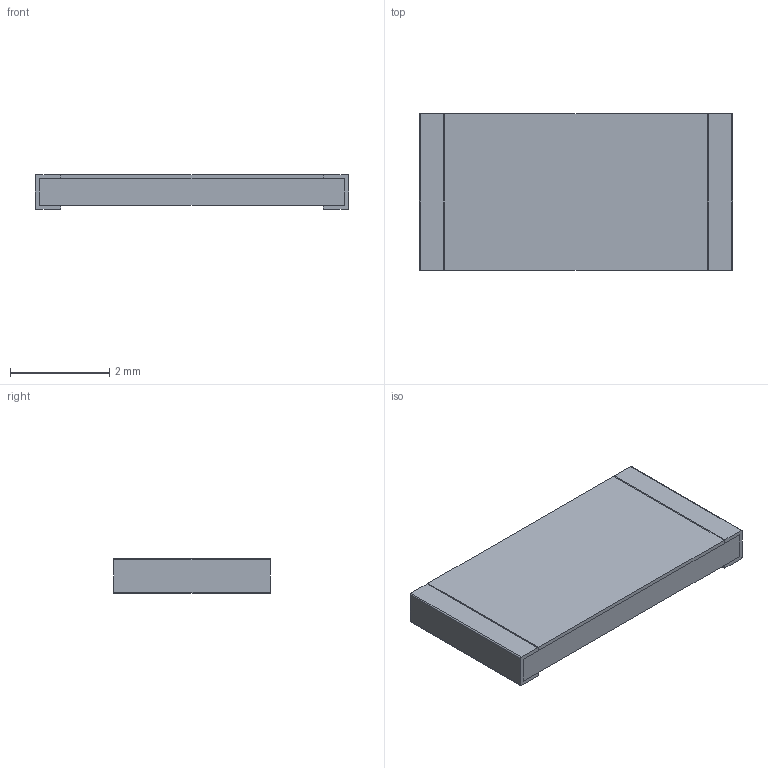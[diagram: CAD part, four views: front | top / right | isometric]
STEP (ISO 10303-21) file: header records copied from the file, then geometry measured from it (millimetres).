
FILE_DESCRIPTION(('FreeCAD Model'),'2;1');
FILE_NAME('r_2512_h070.step','2017-01-10T01:17:37',( 'Author'),(''),'Open CASCADE STEP processor 6.8','FreeCAD','Unknown' );
FILE_SCHEMA(('AUTOMOTIVE_DESIGN_CC2 { 1 2 10303 214 -1 1 5 4 }'));
Length unit declared in the file: millimetre
Products named in the file (2): ASSEMBLY; r_2512_h070
Assembly tree (1 placements, depth 2):
  ASSEMBLY
    r_2512_h070
Bounding box: 6.3 x 3.15 x 0.7 mm (x, y, z)
Volume: 12.6 mm3; surface area: 52.6 mm2
Topology: 1 solids, 1 shells, 28 faces, 78 edges, 52 vertices
Faces by surface type: plane 20, cylinder 8
Entity records: 2162 total; most frequent: CARTESIAN_POINT 366, DIRECTION 300, LINE 200, VECTOR 200, ORIENTED_EDGE 156, PCURVE 156, DEFINITIONAL_REPRESENTATION 156, EDGE_CURVE 78
